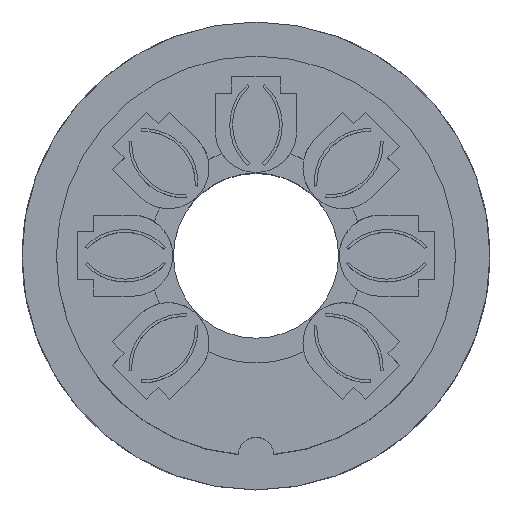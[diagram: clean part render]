
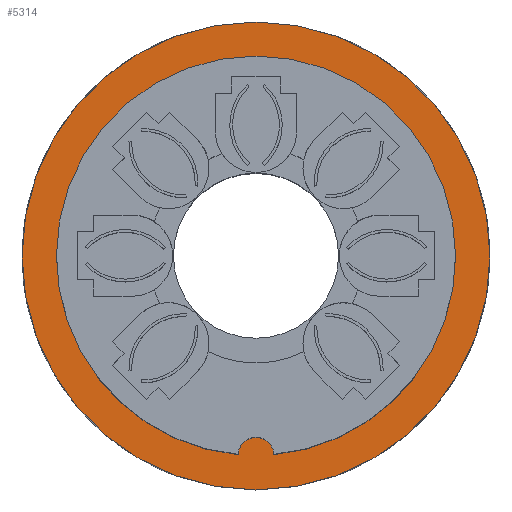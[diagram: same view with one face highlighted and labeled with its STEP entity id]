
A CAD part, top view. The second image highlights one B-rep face of the part: STEP entity #5314.
In plain terms, the highlighted planar face has unit normal (0, 0, 1).
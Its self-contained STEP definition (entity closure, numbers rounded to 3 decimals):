
#255 = VERTEX_POINT ( 'NONE', #2338 ) ;
#338 = DIRECTION ( 'NONE',  ( -1., 0., 0. ) ) ;
#376 = CARTESIAN_POINT ( 'NONE',  ( -8.5, 0., 5.5 ) ) ;
#455 = CIRCLE ( 'NONE', #11572, 7.25 ) ;
#468 = EDGE_CURVE ( 'NONE', #4575, #13113, #455, .T. ) ;
#652 = DIRECTION ( 'NONE',  ( 0., 0., 1. ) ) ;
#841 = DIRECTION ( 'NONE',  ( 0., 0., -1. ) ) ;
#876 = DIRECTION ( 'NONE',  ( 1., 0., 0. ) ) ;
#1142 = AXIS2_PLACEMENT_3D ( 'NONE', #7885, #841, #9096 ) ;
#2090 = FACE_OUTER_BOUND ( 'NONE', #3626, .T. ) ;
#2209 = VERTEX_POINT ( 'NONE', #376 ) ;
#2338 = CARTESIAN_POINT ( 'NONE',  ( -7.25, 0., 5.5 ) ) ;
#2607 = CARTESIAN_POINT ( 'NONE',  ( 0., -7.25, 5.5 ) ) ;
#2840 = CIRCLE ( 'NONE', #14157, 7.25 ) ;
#2890 = EDGE_CURVE ( 'NONE', #2209, #13592, #4075, .T. ) ;
#2953 = ORIENTED_EDGE ( 'NONE', *, *, #468, .F. ) ;
#3015 = CARTESIAN_POINT ( 'NONE',  ( 7.25, 0., 5.5 ) ) ;
#3626 = EDGE_LOOP ( 'NONE', ( #12298, #14053 ) ) ;
#3755 = CARTESIAN_POINT ( 'NONE',  ( 0., 0., 5.5 ) ) ;
#3764 = DIRECTION ( 'NONE',  ( -1., 0., 0. ) ) ;
#4075 = CIRCLE ( 'NONE', #8875, 8.5 ) ;
#4529 = DIRECTION ( 'NONE',  ( 0., 0., 1. ) ) ;
#4575 = VERTEX_POINT ( 'NONE', #9320 ) ;
#4721 = EDGE_CURVE ( 'NONE', #4575, #6040, #14657, .T. ) ;
#5211 = FACE_BOUND ( 'NONE', #9741, .T. ) ;
#5314 = ADVANCED_FACE ( 'NONE', ( #5211, #2090 ), #6178, .F. ) ;
#5561 = EDGE_CURVE ( 'NONE', #13592, #2209, #9726, .T. ) ;
#5749 = CARTESIAN_POINT ( 'NONE',  ( 0., 0., 5.5 ) ) ;
#6040 = VERTEX_POINT ( 'NONE', #11166 ) ;
#6178 = PLANE ( 'NONE',  #11233 ) ;
#6500 = EDGE_CURVE ( 'NONE', #13113, #255, #7220, .T. ) ;
#6910 = DIRECTION ( 'NONE',  ( 1., 0., 0. ) ) ;
#7220 = CIRCLE ( 'NONE', #14910, 7.25 ) ;
#7357 = DIRECTION ( 'NONE',  ( 0., 0., -1. ) ) ;
#7691 = CARTESIAN_POINT ( 'NONE',  ( 0., 0., 5.5 ) ) ;
#7885 = CARTESIAN_POINT ( 'NONE',  ( 0., 0., 5.5 ) ) ;
#7935 = DIRECTION ( 'NONE',  ( 0., 0., 1. ) ) ;
#8076 = ORIENTED_EDGE ( 'NONE', *, *, #6500, .F. ) ;
#8875 = AXIS2_PLACEMENT_3D ( 'NONE', #5749, #14034, #6910 ) ;
#8895 = DIRECTION ( 'NONE',  ( 1., 0., 0. ) ) ;
#9096 = DIRECTION ( 'NONE',  ( 1., 0., 0. ) ) ;
#9320 = CARTESIAN_POINT ( 'NONE',  ( 0.649, -7.221, 5.5 ) ) ;
#9726 = CIRCLE ( 'NONE', #1142, 8.5 ) ;
#9741 = EDGE_LOOP ( 'NONE', ( #13438, #10470, #8076, #2953 ) ) ;
#10470 = ORIENTED_EDGE ( 'NONE', *, *, #13659, .F. ) ;
#10870 = DIRECTION ( 'NONE',  ( 0., 0., 1. ) ) ;
#11166 = CARTESIAN_POINT ( 'NONE',  ( -0.649, -7.221, 5.5 ) ) ;
#11233 = AXIS2_PLACEMENT_3D ( 'NONE', #3755, #7357, #338 ) ;
#11365 = CARTESIAN_POINT ( 'NONE',  ( 8.5, 0., 5.5 ) ) ;
#11572 = AXIS2_PLACEMENT_3D ( 'NONE', #7691, #652, #8895 ) ;
#11613 = CARTESIAN_POINT ( 'NONE',  ( 0., 0., 5.5 ) ) ;
#11617 = AXIS2_PLACEMENT_3D ( 'NONE', #2607, #10870, #3764 ) ;
#12298 = ORIENTED_EDGE ( 'NONE', *, *, #5561, .F. ) ;
#12799 = DIRECTION ( 'NONE',  ( 1., 0., 0. ) ) ;
#13113 = VERTEX_POINT ( 'NONE', #3015 ) ;
#13438 = ORIENTED_EDGE ( 'NONE', *, *, #4721, .T. ) ;
#13592 = VERTEX_POINT ( 'NONE', #11365 ) ;
#13659 = EDGE_CURVE ( 'NONE', #255, #6040, #2840, .T. ) ;
#14034 = DIRECTION ( 'NONE',  ( 0., 0., -1. ) ) ;
#14053 = ORIENTED_EDGE ( 'NONE', *, *, #2890, .F. ) ;
#14157 = AXIS2_PLACEMENT_3D ( 'NONE', #15027, #7935, #876 ) ;
#14657 = CIRCLE ( 'NONE', #11617, 0.65 ) ;
#14910 = AXIS2_PLACEMENT_3D ( 'NONE', #11613, #4529, #12799 ) ;
#15027 = CARTESIAN_POINT ( 'NONE',  ( 0., 0., 5.5 ) ) ;
